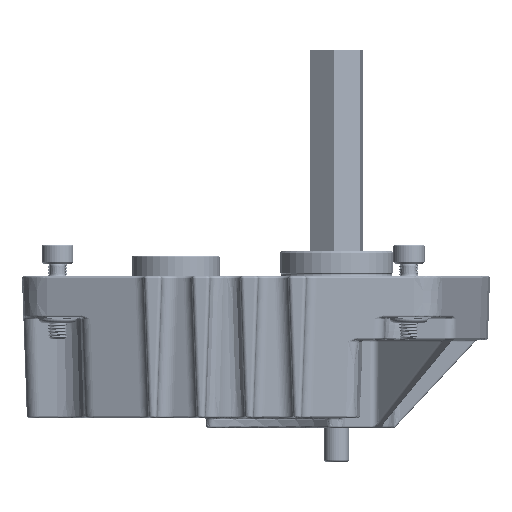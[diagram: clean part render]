
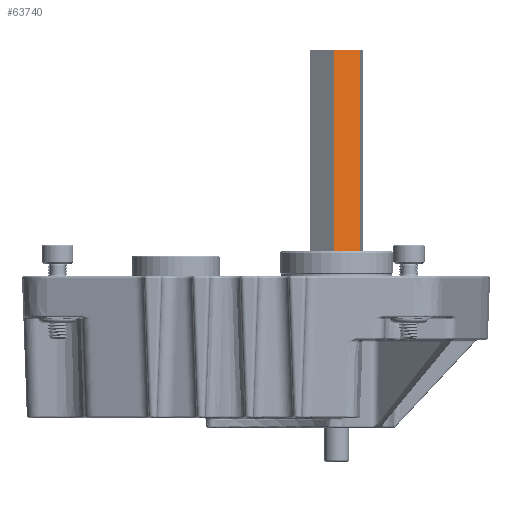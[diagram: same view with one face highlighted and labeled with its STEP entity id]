
A CAD part, left-side view. The second image highlights one B-rep face of the part: STEP entity #63740.
In plain terms, the highlighted face is planar.
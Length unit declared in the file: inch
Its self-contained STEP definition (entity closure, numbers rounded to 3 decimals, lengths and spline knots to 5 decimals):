
#68 = LINE ( 'NONE', #21522, #23294 ) ;
#861 = CARTESIAN_POINT ( 'NONE',  ( 3.5995, 0.25, 0.14434 ) ) ;
#3928 = ORIENTED_EDGE ( 'NONE', *, *, #67507, .F. ) ;
#4187 = DIRECTION ( 'NONE',  ( 0., 0., 1. ) ) ;
#7663 = VECTOR ( 'NONE', #88871, 39.37008 ) ;
#8377 = DIRECTION ( 'NONE',  ( -1., 0., 0. ) ) ;
#13374 = CARTESIAN_POINT ( 'NONE',  ( 3.5995, 0.25, -0.14434 ) ) ;
#17857 = VERTEX_POINT ( 'NONE', #13374 ) ;
#18021 = CARTESIAN_POINT ( 'NONE',  ( 3.5995, 0.25, 0.14434 ) ) ;
#18885 = EDGE_CURVE ( 'NONE', #17857, #88066, #68, .T. ) ;
#21522 = CARTESIAN_POINT ( 'NONE',  ( 3.5995, 0.25, -0.14434 ) ) ;
#23294 = VECTOR ( 'NONE', #68514, 39.37008 ) ;
#25595 = ORIENTED_EDGE ( 'NONE', *, *, #84801, .T. ) ;
#29485 = ORIENTED_EDGE ( 'NONE', *, *, #18885, .F. ) ;
#34355 = ORIENTED_EDGE ( 'NONE', *, *, #71777, .T. ) ;
#35677 = VECTOR ( 'NONE', #8377, 39.37008 ) ;
#41157 = CARTESIAN_POINT ( 'NONE',  ( 0.805, 0.25, -0.14434 ) ) ;
#54038 = AXIS2_PLACEMENT_3D ( 'NONE', #71889, #55820, #79412 ) ;
#54701 = EDGE_LOOP ( 'NONE', ( #25595, #3928, #29485, #34355 ) ) ;
#55820 = DIRECTION ( 'NONE',  ( 0., -1., 0. ) ) ;
#63740 = ADVANCED_FACE ( 'NONE', ( #93865 ), #87356, .F. ) ;
#66864 = CARTESIAN_POINT ( 'NONE',  ( 3.5995, 0.25, -0.14434 ) ) ;
#67507 = EDGE_CURVE ( 'NONE', #88066, #92622, #70295, .T. ) ;
#68514 = DIRECTION ( 'NONE',  ( 0., 0., 1. ) ) ;
#70295 = LINE ( 'NONE', #861, #35677 ) ;
#71777 = EDGE_CURVE ( 'NONE', #17857, #84169, #74890, .T. ) ;
#71889 = CARTESIAN_POINT ( 'NONE',  ( 3.5995, 0.25, -0.14434 ) ) ;
#72377 = CARTESIAN_POINT ( 'NONE',  ( 0.805, 0.25, 0.14434 ) ) ;
#74890 = LINE ( 'NONE', #66864, #7663 ) ;
#79412 = DIRECTION ( 'NONE',  ( 0., 0., -1. ) ) ;
#80195 = LINE ( 'NONE', #41157, #96863 ) ;
#84169 = VERTEX_POINT ( 'NONE', #88971 ) ;
#84801 = EDGE_CURVE ( 'NONE', #84169, #92622, #80195, .T. ) ;
#87356 = PLANE ( 'NONE',  #54038 ) ;
#88066 = VERTEX_POINT ( 'NONE', #18021 ) ;
#88871 = DIRECTION ( 'NONE',  ( -1., 0., 0. ) ) ;
#88971 = CARTESIAN_POINT ( 'NONE',  ( 0.805, 0.25, -0.14434 ) ) ;
#92622 = VERTEX_POINT ( 'NONE', #72377 ) ;
#93865 = FACE_OUTER_BOUND ( 'NONE', #54701, .T. ) ;
#96863 = VECTOR ( 'NONE', #4187, 39.37008 ) ;
